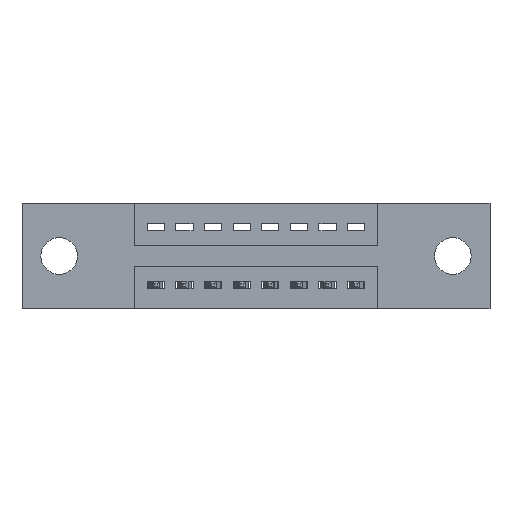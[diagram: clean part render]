
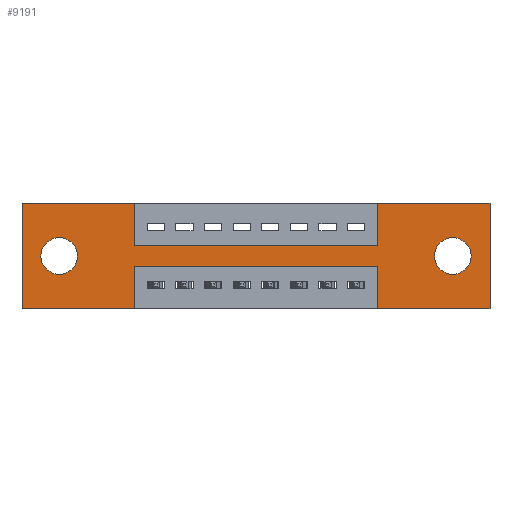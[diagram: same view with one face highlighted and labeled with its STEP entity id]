
A CAD part, front view. The second image highlights one B-rep face of the part: STEP entity #9191.
In plain terms, the highlighted planar face has unit normal (0, -1, 0).
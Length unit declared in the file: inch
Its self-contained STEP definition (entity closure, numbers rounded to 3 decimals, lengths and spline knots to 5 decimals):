
#85 = DIRECTION ( 'NONE',  ( 0., 0., -1. ) ) ;
#152 = VERTEX_POINT ( 'NONE', #3452 ) ;
#238 = CIRCLE ( 'NONE', #10159, 0.064 ) ;
#345 = CARTESIAN_POINT ( 'NONE',  ( 0.3925, 0., 0. ) ) ;
#376 = VERTEX_POINT ( 'NONE', #10395 ) ;
#430 = EDGE_CURVE ( 'NONE', #152, #5160, #9743, .T. ) ;
#606 = CARTESIAN_POINT ( 'NONE',  ( 0.13, 0., -0.185 ) ) ;
#637 = VECTOR ( 'NONE', #6115, 39.37008 ) ;
#726 = EDGE_LOOP ( 'NONE', ( #5397, #5551 ) ) ;
#953 = CIRCLE ( 'NONE', #7899, 0.064 ) ;
#954 = CARTESIAN_POINT ( 'NONE',  ( 1.2425, 0., -0.37 ) ) ;
#1007 = EDGE_CURVE ( 'NONE', #1013, #8368, #5323, .T. ) ;
#1013 = VERTEX_POINT ( 'NONE', #10268 ) ;
#1067 = CARTESIAN_POINT ( 'NONE',  ( 1.635, 0., 0. ) ) ;
#1121 = LINE ( 'NONE', #10146, #7600 ) ;
#1208 = CARTESIAN_POINT ( 'NONE',  ( 0.13, 0., -0.121 ) ) ;
#1232 = CARTESIAN_POINT ( 'NONE',  ( 0., 0., 0. ) ) ;
#1363 = DIRECTION ( 'NONE',  ( 1., 0., 0. ) ) ;
#1416 = CARTESIAN_POINT ( 'NONE',  ( 0.13, 0., -0.185 ) ) ;
#1486 = EDGE_CURVE ( 'NONE', #6401, #4880, #5314, .T. ) ;
#1562 = EDGE_CURVE ( 'NONE', #8368, #4955, #8831, .T. ) ;
#1598 = VERTEX_POINT ( 'NONE', #6056 ) ;
#1693 = DIRECTION ( 'NONE',  ( 0., 1., 0. ) ) ;
#1805 = EDGE_CURVE ( 'NONE', #376, #10477, #4921, .T. ) ;
#2010 = EDGE_LOOP ( 'NONE', ( #5571, #5631 ) ) ;
#2291 = CARTESIAN_POINT ( 'NONE',  ( 1.2425, 0., 0. ) ) ;
#2304 = DIRECTION ( 'NONE',  ( 0., 0., 1. ) ) ;
#2321 = DIRECTION ( 'NONE',  ( 0., 0., 1. ) ) ;
#2430 = VERTEX_POINT ( 'NONE', #3234 ) ;
#2753 = PLANE ( 'NONE',  #10069 ) ;
#2828 = VECTOR ( 'NONE', #2304, 39.37008 ) ;
#3038 = VECTOR ( 'NONE', #10551, 39.37008 ) ;
#3206 = VECTOR ( 'NONE', #6120, 39.37008 ) ;
#3234 = CARTESIAN_POINT ( 'NONE',  ( 0., 0., -0.37 ) ) ;
#3304 = CIRCLE ( 'NONE', #6821, 0.064 ) ;
#3314 = VECTOR ( 'NONE', #6917, 39.37008 ) ;
#3428 = EDGE_LOOP ( 'NONE', ( #5832, #5845, #5862, #5912, #5950, #5971, #6028, #6038, #6076, #6085, #6097, #6109 ) ) ;
#3452 = CARTESIAN_POINT ( 'NONE',  ( 0., 0., 0. ) ) ;
#3459 = FACE_OUTER_BOUND ( 'NONE', #3428, .T. ) ;
#3627 = DIRECTION ( 'NONE',  ( 0., -1., 0. ) ) ;
#3862 = CARTESIAN_POINT ( 'NONE',  ( 0.3925, 0., -0.15 ) ) ;
#3973 = DIRECTION ( 'NONE',  ( 0., 0., 1. ) ) ;
#3998 = CARTESIAN_POINT ( 'NONE',  ( 0., 0., 0. ) ) ;
#4036 = CARTESIAN_POINT ( 'NONE',  ( 1.505, 0., -0.121 ) ) ;
#4324 = VECTOR ( 'NONE', #1363, 39.37008 ) ;
#4431 = CARTESIAN_POINT ( 'NONE',  ( 1.2425, 0., 0. ) ) ;
#4639 = EDGE_CURVE ( 'NONE', #10470, #376, #7404, .T. ) ;
#4827 = DIRECTION ( 'NONE',  ( 0., 1., 0. ) ) ;
#4880 = VERTEX_POINT ( 'NONE', #6169 ) ;
#4921 = LINE ( 'NONE', #6005, #8941 ) ;
#4955 = VERTEX_POINT ( 'NONE', #6955 ) ;
#5033 = CARTESIAN_POINT ( 'NONE',  ( 0.3925, 0., -0.22 ) ) ;
#5128 = VECTOR ( 'NONE', #3973, 39.37008 ) ;
#5160 = VERTEX_POINT ( 'NONE', #7687 ) ;
#5271 = VECTOR ( 'NONE', #7215, 39.37008 ) ;
#5314 = LINE ( 'NONE', #7512, #637 ) ;
#5323 = LINE ( 'NONE', #10290, #3038 ) ;
#5325 = EDGE_CURVE ( 'NONE', #4880, #8568, #8889, .T. ) ;
#5378 = CARTESIAN_POINT ( 'NONE',  ( 0., 0., 0. ) ) ;
#5379 = EDGE_CURVE ( 'NONE', #8568, #10470, #6000, .T. ) ;
#5397 = ORIENTED_EDGE ( 'NONE', *, *, #9140, .T. ) ;
#5467 = EDGE_CURVE ( 'NONE', #9343, #1598, #238, .T. ) ;
#5551 = ORIENTED_EDGE ( 'NONE', *, *, #9404, .T. ) ;
#5571 = ORIENTED_EDGE ( 'NONE', *, *, #5467, .T. ) ;
#5631 = ORIENTED_EDGE ( 'NONE', *, *, #9455, .T. ) ;
#5712 = FACE_BOUND ( 'NONE', #726, .T. ) ;
#5792 = DIRECTION ( 'NONE',  ( -1., 0., 0. ) ) ;
#5832 = ORIENTED_EDGE ( 'NONE', *, *, #1562, .F. ) ;
#5845 = ORIENTED_EDGE ( 'NONE', *, *, #1007, .F. ) ;
#5853 = VECTOR ( 'NONE', #85, 39.37008 ) ;
#5862 = ORIENTED_EDGE ( 'NONE', *, *, #7468, .F. ) ;
#5873 = EDGE_CURVE ( 'NONE', #5160, #6401, #8005, .T. ) ;
#5902 = VERTEX_POINT ( 'NONE', #10379 ) ;
#5912 = ORIENTED_EDGE ( 'NONE', *, *, #1805, .F. ) ;
#5950 = ORIENTED_EDGE ( 'NONE', *, *, #4639, .F. ) ;
#5971 = ORIENTED_EDGE ( 'NONE', *, *, #5379, .F. ) ;
#6000 = LINE ( 'NONE', #1232, #4324 ) ;
#6005 = CARTESIAN_POINT ( 'NONE',  ( 0., 0., -0.37 ) ) ;
#6028 = ORIENTED_EDGE ( 'NONE', *, *, #5325, .F. ) ;
#6038 = ORIENTED_EDGE ( 'NONE', *, *, #1486, .F. ) ;
#6056 = CARTESIAN_POINT ( 'NONE',  ( 0.13, 0., -0.249 ) ) ;
#6076 = ORIENTED_EDGE ( 'NONE', *, *, #5873, .F. ) ;
#6085 = ORIENTED_EDGE ( 'NONE', *, *, #430, .F. ) ;
#6097 = ORIENTED_EDGE ( 'NONE', *, *, #6396, .F. ) ;
#6109 = ORIENTED_EDGE ( 'NONE', *, *, #8805, .F. ) ;
#6115 = DIRECTION ( 'NONE',  ( 1., 0., 0. ) ) ;
#6120 = DIRECTION ( 'NONE',  ( 0., 0., 1. ) ) ;
#6169 = CARTESIAN_POINT ( 'NONE',  ( 1.2425, 0., -0.15 ) ) ;
#6396 = EDGE_CURVE ( 'NONE', #2430, #152, #7270, .T. ) ;
#6401 = VERTEX_POINT ( 'NONE', #3862 ) ;
#6428 = CARTESIAN_POINT ( 'NONE',  ( 0.3925, 0., -0.37 ) ) ;
#6756 = CARTESIAN_POINT ( 'NONE',  ( 1.505, 0., -0.185 ) ) ;
#6821 = AXIS2_PLACEMENT_3D ( 'NONE', #9577, #4827, #10238 ) ;
#6917 = DIRECTION ( 'NONE',  ( 1., 0., 0. ) ) ;
#6925 = DIRECTION ( 'NONE',  ( 0., 0., -1. ) ) ;
#6955 = CARTESIAN_POINT ( 'NONE',  ( 0.3925, 0., -0.37 ) ) ;
#7154 = VERTEX_POINT ( 'NONE', #4036 ) ;
#7201 = CARTESIAN_POINT ( 'NONE',  ( 1.635, 0., 0. ) ) ;
#7215 = DIRECTION ( 'NONE',  ( 0., 0., -1. ) ) ;
#7270 = LINE ( 'NONE', #3998, #5128 ) ;
#7309 = DIRECTION ( 'NONE',  ( 0., 1., 0. ) ) ;
#7404 = LINE ( 'NONE', #7201, #5271 ) ;
#7468 = EDGE_CURVE ( 'NONE', #10477, #1013, #9440, .T. ) ;
#7512 = CARTESIAN_POINT ( 'NONE',  ( 0.3925, 0., -0.15 ) ) ;
#7557 = DIRECTION ( 'NONE',  ( 0., 0., -1. ) ) ;
#7559 = AXIS2_PLACEMENT_3D ( 'NONE', #6756, #1693, #7557 ) ;
#7600 = VECTOR ( 'NONE', #7954, 39.37008 ) ;
#7687 = CARTESIAN_POINT ( 'NONE',  ( 0.3925, 0., 0. ) ) ;
#7795 = CARTESIAN_POINT ( 'NONE',  ( 1.2425, 0., -0.37 ) ) ;
#7899 = AXIS2_PLACEMENT_3D ( 'NONE', #1416, #7309, #2321 ) ;
#7954 = DIRECTION ( 'NONE',  ( -1., 0., 0. ) ) ;
#8005 = LINE ( 'NONE', #345, #5853 ) ;
#8367 = CIRCLE ( 'NONE', #7559, 0.064 ) ;
#8368 = VERTEX_POINT ( 'NONE', #5033 ) ;
#8568 = VERTEX_POINT ( 'NONE', #4431 ) ;
#8805 = EDGE_CURVE ( 'NONE', #4955, #2430, #1121, .T. ) ;
#8831 = LINE ( 'NONE', #6428, #9285 ) ;
#8889 = LINE ( 'NONE', #2291, #2828 ) ;
#8941 = VECTOR ( 'NONE', #5792, 39.37008 ) ;
#9140 = EDGE_CURVE ( 'NONE', #7154, #5902, #8367, .T. ) ;
#9191 = ADVANCED_FACE ( 'NONE', ( #5712, #9844, #3459 ), #2753, .T. ) ;
#9285 = VECTOR ( 'NONE', #6925, 39.37008 ) ;
#9298 = DIRECTION ( 'NONE',  ( 0., 0., -1. ) ) ;
#9343 = VERTEX_POINT ( 'NONE', #1208 ) ;
#9404 = EDGE_CURVE ( 'NONE', #5902, #7154, #3304, .T. ) ;
#9440 = LINE ( 'NONE', #954, #3206 ) ;
#9455 = EDGE_CURVE ( 'NONE', #1598, #9343, #953, .T. ) ;
#9577 = CARTESIAN_POINT ( 'NONE',  ( 1.505, 0., -0.185 ) ) ;
#9743 = LINE ( 'NONE', #5378, #3314 ) ;
#9844 = FACE_BOUND ( 'NONE', #2010, .T. ) ;
#10069 = AXIS2_PLACEMENT_3D ( 'NONE', #10610, #3627, #9298 ) ;
#10122 = DIRECTION ( 'NONE',  ( 0., 0., 1. ) ) ;
#10140 = DIRECTION ( 'NONE',  ( 0., 1., 0. ) ) ;
#10146 = CARTESIAN_POINT ( 'NONE',  ( 0., 0., -0.37 ) ) ;
#10159 = AXIS2_PLACEMENT_3D ( 'NONE', #606, #10140, #10122 ) ;
#10238 = DIRECTION ( 'NONE',  ( 0., 0., -1. ) ) ;
#10268 = CARTESIAN_POINT ( 'NONE',  ( 1.2425, 0., -0.22 ) ) ;
#10290 = CARTESIAN_POINT ( 'NONE',  ( 0.3925, 0., -0.22 ) ) ;
#10379 = CARTESIAN_POINT ( 'NONE',  ( 1.505, 0., -0.249 ) ) ;
#10395 = CARTESIAN_POINT ( 'NONE',  ( 1.635, 0., -0.37 ) ) ;
#10470 = VERTEX_POINT ( 'NONE', #1067 ) ;
#10477 = VERTEX_POINT ( 'NONE', #7795 ) ;
#10551 = DIRECTION ( 'NONE',  ( -1., 0., 0. ) ) ;
#10610 = CARTESIAN_POINT ( 'NONE',  ( 0., 0., -0.37 ) ) ;
